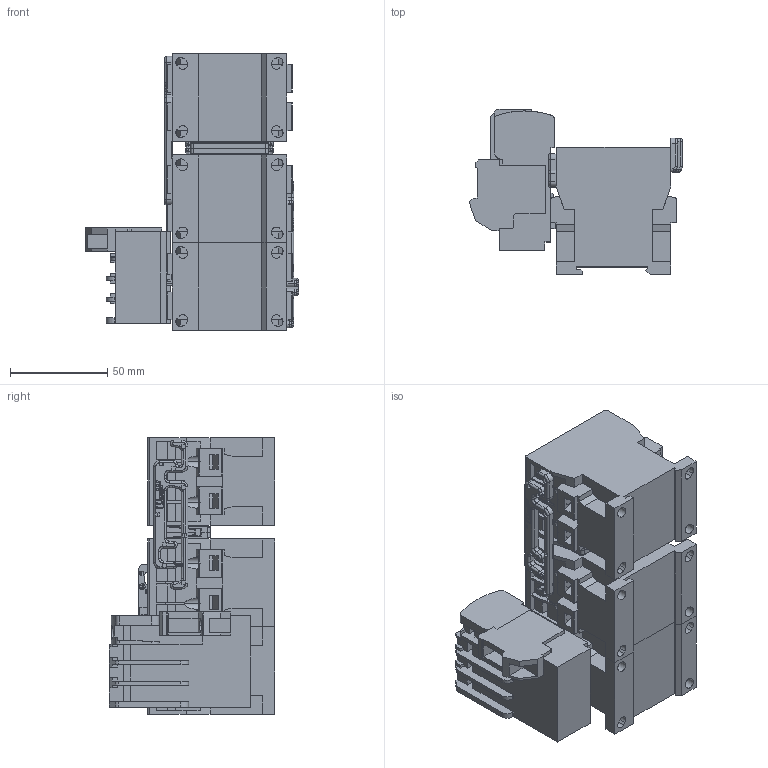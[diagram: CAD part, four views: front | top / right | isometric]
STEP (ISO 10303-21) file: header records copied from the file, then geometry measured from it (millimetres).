
FILE_DESCRIPTION (( 'STEP AP203' ), '1' );
FILE_NAME ('K3NY-07_10_14_22+U12_16_K3.STEP', '2014-03-11T12:56:07', ( '' ), ( '' ), 'SwSTEP 2.0', 'SolidWorks 2014', '' );
FILE_SCHEMA (( 'CONFIG_CONTROL_DESIGN' ));
Length unit declared in the file: millimetre
Products named in the file (18): U12_16_E; 65063; K3-10N; K3NY-07_10_14_22+U12_16_K3; 65104; 28468; 65058; Imported44; 65276; 47922; 65279; Imported45; 65278; 47924; 65277; 65061
Assembly tree (19 placements, depth 3):
  K3NY-07_10_14_22+U12_16_K3
    K3-10N  x3
    47924
      28468
      Imported44
      47922
      Imported45
    65058
      65058
      65061
      65063
      65104
    65276
      65276
      65279
      65278
      65277
    U12_16_E
Bounding box: 109.5 x 85.1 x 142 mm (x, y, z)
Volume: 539263.5 mm3; surface area: 116396.9 mm2
Topology: 16 solids, 16 shells, 2782 faces, 7454 edges, 4831 vertices
Faces by surface type: plane 1609, cylinder 758, bspline 251, torus 152, cone 12
Entity records: 83717 total; most frequent: CARTESIAN_POINT 27937, ORIENTED_EDGE 11802, DIRECTION 10472, EDGE_CURVE 5901, VERTEX_POINT 3811, VECTOR 3566, LINE 3566, AXIS2_PLACEMENT_3D 3453
